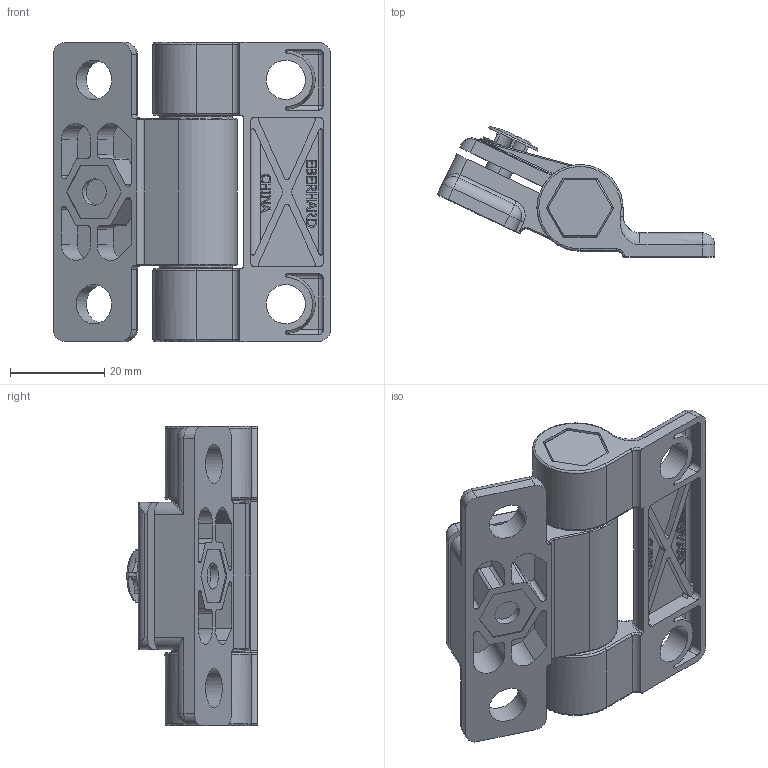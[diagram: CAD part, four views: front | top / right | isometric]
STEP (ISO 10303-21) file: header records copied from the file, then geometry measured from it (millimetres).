
FILE_DESCRIPTION(/* description */ (''),/* implementation_level */ '2;1');
FILE_NAME(/* name */ '26945.stp',/* time_stamp */ '2020-11-24T16:57:16-05:00',/* author */ ('jenniferk'),/* organization */ (''),/* preprocessor_version */ 'ST-DEVELOPER v18.1',/* originating_system */ 'Autodesk Inventor 2020',/* authorisation */ '');
FILE_SCHEMA (('AUTOMOTIVE_DESIGN { 1 0 10303 214 3 1 1 }'));
Length unit declared in the file: inch
Products named in the file (1): 26945_Shrinkwrap_1
Bounding box: 58.86 x 27.65 x 63.5 mm (x, y, z)
Volume: 29277.5 mm3; surface area: 20660 mm2
Topology: 5 solids, 5 shells, 621 faces, 1620 edges, 1020 vertices
Faces by surface type: plane 311, cylinder 151, bspline 83, torus 38, cone 28, sphere 10
Full cylindrical faces by diameter (mm): 5.579 x1, 5.588 x1, 7.112 x1, 7.366 x1, 7.874 x1, 8.331 x4, 12.573 x1, 12.7 x1
Entity records: 22036 total; most frequent: CARTESIAN_POINT 6608, ORIENTED_EDGE 3200, DIRECTION 2817, EDGE_CURVE 1600, VERTEX_POINT 1020, LINE 979, VECTOR 979, AXIS2_PLACEMENT_3D 919
